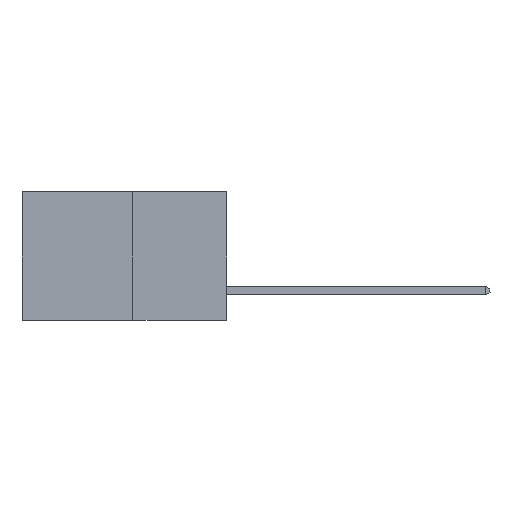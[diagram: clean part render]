
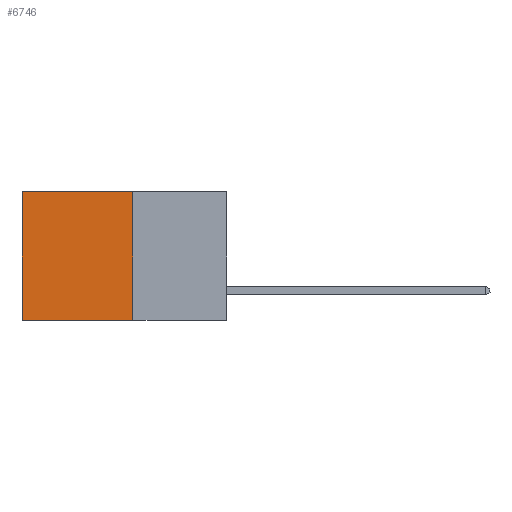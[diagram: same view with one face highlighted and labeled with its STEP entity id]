
A CAD part, left-side view. The second image highlights one B-rep face of the part: STEP entity #6746.
In plain terms, the highlighted planar face has unit normal (-1, 0, 0).
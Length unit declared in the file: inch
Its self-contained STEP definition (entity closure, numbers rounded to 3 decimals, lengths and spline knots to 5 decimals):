
#194 = CARTESIAN_POINT ( 'NONE',  ( 0.277, 0.27, -0.37 ) ) ;
#414 = CARTESIAN_POINT ( 'NONE',  ( 0.277, 0.59, -0.37 ) ) ;
#865 = LINE ( 'NONE', #9221, #10201 ) ;
#1346 = CARTESIAN_POINT ( 'NONE',  ( 0.277, 0.27, 0. ) ) ;
#1580 = DIRECTION ( 'NONE',  ( 0., 0., -1. ) ) ;
#1732 = DIRECTION ( 'NONE',  ( 0., 1., 0. ) ) ;
#1881 = EDGE_CURVE ( 'NONE', #5274, #8969, #2968, .T. ) ;
#2158 = DIRECTION ( 'NONE',  ( 1., 0., 0. ) ) ;
#2174 = CARTESIAN_POINT ( 'NONE',  ( 0.277, 0.27, -0.37 ) ) ;
#2866 = ORIENTED_EDGE ( 'NONE', *, *, #6883, .T. ) ;
#2968 = LINE ( 'NONE', #2174, #5716 ) ;
#3166 = ORIENTED_EDGE ( 'NONE', *, *, #1881, .F. ) ;
#3942 = CARTESIAN_POINT ( 'NONE',  ( 0.277, 0.59, -0.37 ) ) ;
#3966 = VECTOR ( 'NONE', #1580, 39.37008 ) ;
#4179 = EDGE_CURVE ( 'NONE', #5274, #8419, #865, .T. ) ;
#4923 = PLANE ( 'NONE',  #10797 ) ;
#5274 = VERTEX_POINT ( 'NONE', #1346 ) ;
#5340 = ORIENTED_EDGE ( 'NONE', *, *, #6968, .F. ) ;
#5716 = VECTOR ( 'NONE', #11447, 39.37008 ) ;
#6705 = VERTEX_POINT ( 'NONE', #3942 ) ;
#6746 = ADVANCED_FACE ( 'NONE', ( #7883 ), #4923, .F. ) ;
#6883 = EDGE_CURVE ( 'NONE', #8419, #6705, #11015, .T. ) ;
#6968 = EDGE_CURVE ( 'NONE', #8969, #6705, #8025, .T. ) ;
#7195 = CARTESIAN_POINT ( 'NONE',  ( 0.277, 0.27, -0.37 ) ) ;
#7883 = FACE_OUTER_BOUND ( 'NONE', #11233, .T. ) ;
#8025 = LINE ( 'NONE', #8201, #9679 ) ;
#8070 = ORIENTED_EDGE ( 'NONE', *, *, #4179, .T. ) ;
#8201 = CARTESIAN_POINT ( 'NONE',  ( 0.277, 0.27, -0.37 ) ) ;
#8419 = VERTEX_POINT ( 'NONE', #9052 ) ;
#8578 = DIRECTION ( 'NONE',  ( 0., 0., -1. ) ) ;
#8756 = DIRECTION ( 'NONE',  ( 0., 1., 0. ) ) ;
#8969 = VERTEX_POINT ( 'NONE', #7195 ) ;
#9052 = CARTESIAN_POINT ( 'NONE',  ( 0.277, 0.59, 0. ) ) ;
#9221 = CARTESIAN_POINT ( 'NONE',  ( 0.277, 0.27, 0. ) ) ;
#9679 = VECTOR ( 'NONE', #1732, 39.37008 ) ;
#10201 = VECTOR ( 'NONE', #8756, 39.37008 ) ;
#10797 = AXIS2_PLACEMENT_3D ( 'NONE', #194, #2158, #8578 ) ;
#11015 = LINE ( 'NONE', #414, #3966 ) ;
#11233 = EDGE_LOOP ( 'NONE', ( #2866, #5340, #3166, #8070 ) ) ;
#11447 = DIRECTION ( 'NONE',  ( 0., 0., -1. ) ) ;
